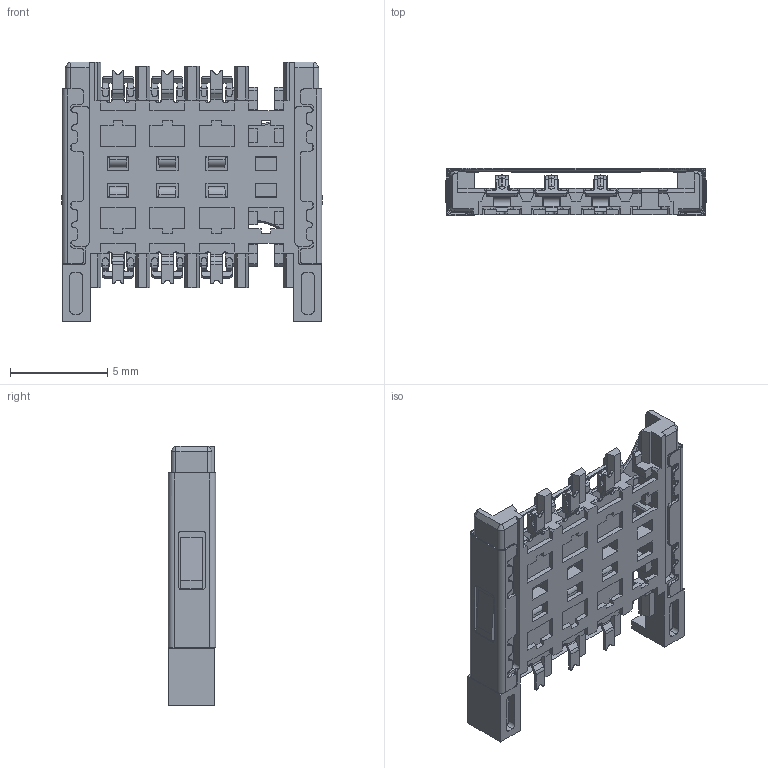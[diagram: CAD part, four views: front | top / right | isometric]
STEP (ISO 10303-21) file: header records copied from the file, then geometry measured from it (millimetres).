
FILE_DESCRIPTION (( 'STEP AP203' ), '1' );
FILE_NAME ('SIM7050-06-0-00-A.STEP', '2013-01-24T09:06:03', ( '' ), ( '' ), 'SwSTEP 2.0', 'SolidWorks 2010', '' );
FILE_SCHEMA (( 'CONFIG_CONTROL_DESIGN' ));
Length unit declared in the file: millimetre
Products named in the file (12): contacts; SIM7050-06-0-00-A; D-742; CONTACT; D-742_1; D-742_2; CONTACT_1; D-742_2-1; D-742_1-1; SHELL; D-742_3-1; HOUSING_1
Assembly tree (11 placements, depth 4):
  SIM7050-06-0-00-A
    HOUSING_1
    SHELL
    contacts
      CONTACT
        D-742_1
        D-742
        D-742_2
      CONTACT_1
        D-742_2-1
        D-742_3-1
        D-742_1-1
Bounding box: 13.41 x 2.45 x 13.4 mm (x, y, z)
Volume: 150.7 mm3; surface area: 925.9 mm2
Topology: 8 solids, 8 shells, 1373 faces, 3751 edges, 2388 vertices
Faces by surface type: plane 839, cylinder 416, bspline 98, cone 20
Entity records: 47221 total; most frequent: CARTESIAN_POINT 12111, ORIENTED_EDGE 7502, DIRECTION 6405, EDGE_CURVE 3751, LINE 2769, VECTOR 2769, VERTEX_POINT 2388, AXIS2_PLACEMENT_3D 1818
